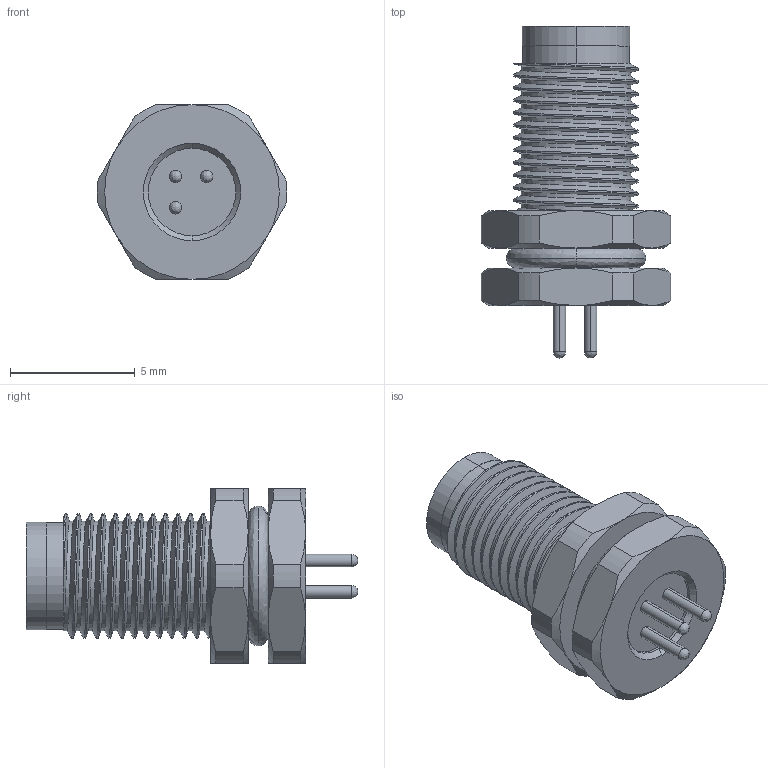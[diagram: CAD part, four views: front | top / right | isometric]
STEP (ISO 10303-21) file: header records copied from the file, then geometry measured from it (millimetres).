
FILE_DESCRIPTION (( 'STEP AP203' ), '1' );
FILE_NAME ('P14(3pin).STEP', '2020-03-30T05:47:31', ( 'edpusr' ), ( 'Microsoft' ), 'SwSTEP 2.0', 'SolidWorks 2015', '' );
FILE_SCHEMA (( 'CONFIG_CONTROL_DESIGN' ));
Length unit declared in the file: millimetre
Products named in the file (1): P14(3pin)
Bounding box: 7.58 x 13.3 x 7 mm (x, y, z)
Surface area: 442 mm2 (no closed solid volume)
Topology: 0 solids, 1 shells, 127 faces, 322 edges, 194 vertices
Faces by surface type: cylinder 59, cone 28, plane 25, bspline 15
Entity records: 6631 total; most frequent: CARTESIAN_POINT 3838, ORIENTED_EDGE 612, DIRECTION 525, EDGE_CURVE 308, AXIS2_PLACEMENT_3D 220, VERTEX_POINT 194, EDGE_LOOP 140, ADVANCED_FACE 127
